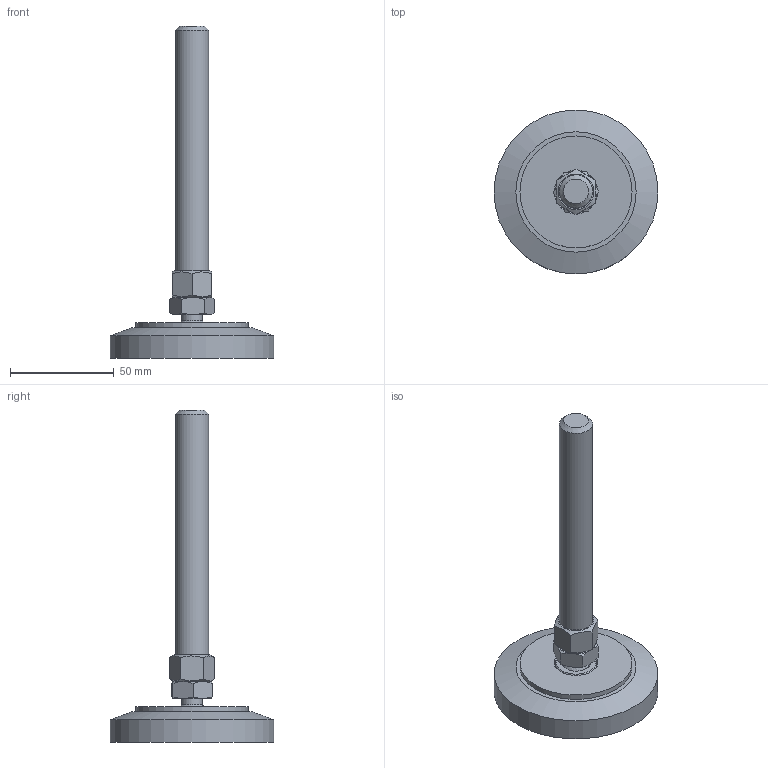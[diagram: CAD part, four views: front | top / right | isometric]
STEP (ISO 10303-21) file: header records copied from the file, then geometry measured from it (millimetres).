
FILE_DESCRIPTION((''),'2;1');
FILE_NAME('SF0480V_A.stp','2014-10-21T09:28:19',('Marina Kaa'),(''),'Autodesk Inventor 2012','Autodesk Inventor 2012','');
FILE_SCHEMA(('AUTOMOTIVE_DESIGN { 1 0 10303 214 1 1 1 1 }'));
Length unit declared in the file: millimetre
Products named in the file (5): SF0480V_A; ME9601431_A; ME1501000_A; ME14161541270_A; ME1700016_A
Assembly tree (4 placements, depth 2):
  SF0480V_A
    ME9601431_A
    ME1501000_A
    ME14161541270_A
    ME1700016_A
Bounding box: 79 x 79 x 160.03 mm (x, y, z)
Volume: 103228.2 mm3; surface area: 25488 mm2
Topology: 4 solids, 4 shells, 62 faces, 134 edges, 86 vertices
Faces by surface type: plane 26, cone 23, cylinder 11, sphere 2
Full cylindrical faces by diameter (mm): 9.9 x1, 12.95 x1, 13.835 x1, 16 x1, 20 x4, 21 x1, 54 x1, 79 x1
Entity records: 1642 total; most frequent: CARTESIAN_POINT 329, DIRECTION 256, ORIENTED_EDGE 210, AXIS2_PLACEMENT_3D 116, EDGE_CURVE 105, EDGE_LOOP 94, VERTEX_POINT 81, FACE_OUTER_BOUND 62
